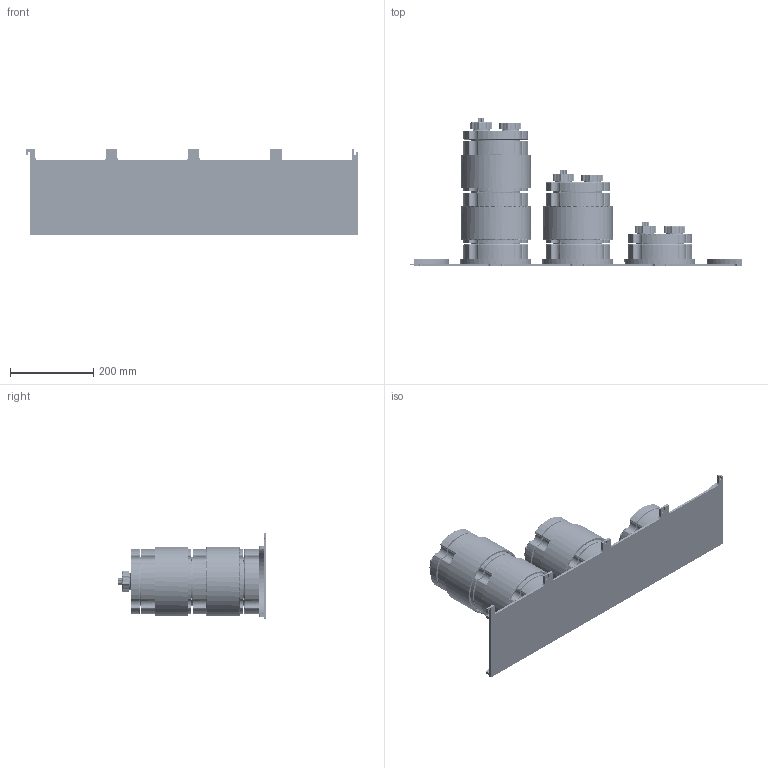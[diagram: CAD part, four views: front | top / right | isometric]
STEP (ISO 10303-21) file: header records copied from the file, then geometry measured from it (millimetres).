
FILE_DESCRIPTION(('FreeCAD Model'),'2;1');
FILE_NAME('Open CASCADE Shape Model','2025-04-26T23:35:17',('FreeCAD'),( 'FreeCAD'),'Open CASCADE STEP processor 7.6','FreeCAD','Unknown');
FILE_SCHEMA(('AUTOMOTIVE_DESIGN { 1 0 10303 214 1 1 1 1 }'));
Products named in the file (1): Open CASCADE STEP translator 7.6 1
Bounding box: 797.55 x 355.12 x 205.92 mm (x, y, z)
Volume: 5521468.2 mm3; surface area: 2422580.2 mm2
Topology: 76 solids, 109 shells, 6009 faces, 15633 edges, 9887 vertices
Faces by surface type: bspline 6009
Entity records: 263454 total; most frequent: CARTESIAN_POINT 177992, ORIENTED_EDGE 31074, EDGE_CURVE 15537, VERTEX_POINT 9887, B_SPLINE_CURVE_WITH_KNOTS 7849, FACE_BOUND 6726, EDGE_LOOP 6726, ADVANCED_FACE 6009
